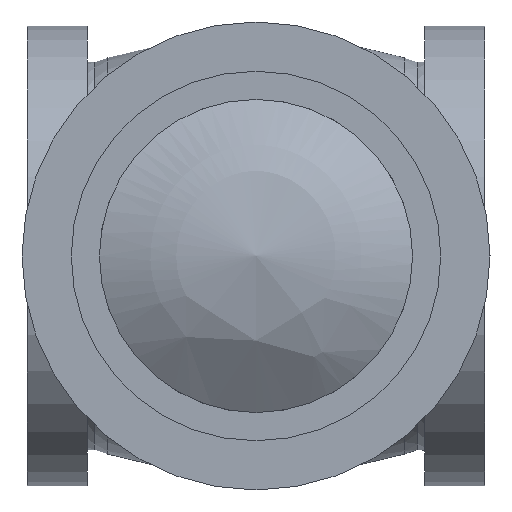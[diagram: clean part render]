
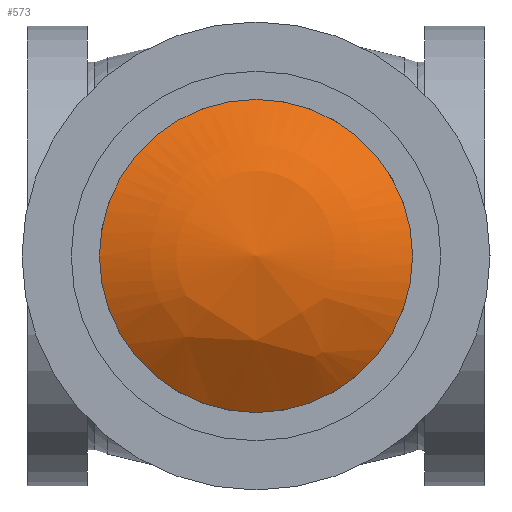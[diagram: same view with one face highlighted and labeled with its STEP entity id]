
A CAD part, left-side view. The second image highlights one B-rep face of the part: STEP entity #573.
In plain terms, the highlighted free-form (B-spline) face has degree [2, 2] with [3, 5] control points.
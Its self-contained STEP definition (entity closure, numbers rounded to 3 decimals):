
#18=(
BOUNDED_SURFACE()
B_SPLINE_SURFACE(2,2,((#1056,#1057,#1058,#1059,#1060),(#1061,#1062,#1063,
#1064,#1065),(#1066,#1067,#1068,#1069,#1070)),.UNSPECIFIED.,.F.,.F.,.F.)
B_SPLINE_SURFACE_WITH_KNOTS((3,3),(3,2,3),(-0.303,0.304),
(-2.368,-1.573,-0.777),.UNSPECIFIED.)
GEOMETRIC_REPRESENTATION_ITEM()
RATIONAL_B_SPLINE_SURFACE(((1.,0.922,1.,0.922,1.),
(0.954,0.88,0.954,0.88,
0.954),(1.,0.922,1.,0.922,1.)))
REPRESENTATION_ITEM('')
SURFACE()
);
#23=B_SPLINE_CURVE_WITH_KNOTS('',3,(#1002,#1003,#1004,#1005,#1006,#1007,
#1008,#1009,#1010,#1011,#1012,#1013,#1014,#1015,#1016,#1017),
 .UNSPECIFIED.,.F.,.F.,(4,2,2,2,2,2,2,4),(-10.721,-9.533,
-7.031,-4.644,-2.76,-1.669,
-0.696,0.),.UNSPECIFIED.);
#24=B_SPLINE_CURVE_WITH_KNOTS('',3,(#1018,#1019,#1020,#1021,#1022,#1023,
#1024,#1025,#1026,#1027,#1028,#1029,#1030,#1031,#1032,#1033,#1034,#1035,
#1036,#1037,#1038,#1039,#1040,#1041,#1042,#1043,#1044,#1045,#1046,#1047,
#1048,#1049,#1050,#1051,#1052,#1053,#1054,#1055),.UNSPECIFIED.,.F.,.F.,
(4,2,2,2,2,2,2,2,2,2,2,2,2,2,2,2,2,2,4),(-42.889,-42.22,
-41.265,-39.303,-36.697,-34.063,
-31.769,-29.323,-26.853,-24.689,
-22.898,-22.007,-21.327,-20.607,
-19.529,-17.054,-14.297,-11.842,
-10.721),.UNSPECIFIED.);
#134=FACE_OUTER_BOUND('',#181,.T.);
#181=EDGE_LOOP('',(#438,#439));
#269=VERTEX_POINT('',#999);
#270=VERTEX_POINT('',#1001);
#332=EDGE_CURVE('',#269,#270,#23,.T.);
#333=EDGE_CURVE('',#270,#269,#24,.T.);
#438=ORIENTED_EDGE('',*,*,#333,.F.);
#439=ORIENTED_EDGE('',*,*,#332,.F.);
#573=ADVANCED_FACE('',(#134),#18,.F.);
#999=CARTESIAN_POINT('',(-73.408,-1.044,-66.9));
#1001=CARTESIAN_POINT('',(-91.205,65.856,0.));
#1002=CARTESIAN_POINT('Ctrl Pts',(-73.408,-1.044,-66.9));
#1003=CARTESIAN_POINT('Ctrl Pts',(-73.408,2.866,-66.9));
#1004=CARTESIAN_POINT('Ctrl Pts',(-73.612,6.774,-66.558));
#1005=CARTESIAN_POINT('Ctrl Pts',(-74.846,18.822,-64.419));
#1006=CARTESIAN_POINT('Ctrl Pts',(-76.514,26.533,-61.486));
#1007=CARTESIAN_POINT('Ctrl Pts',(-80.384,40.068,-53.337));
#1008=CARTESIAN_POINT('Ctrl Pts',(-82.535,45.932,-48.252));
#1009=CARTESIAN_POINT('Ctrl Pts',(-86.041,54.645,-37.567));
#1010=CARTESIAN_POINT('Ctrl Pts',(-87.464,57.856,-32.318));
#1011=CARTESIAN_POINT('Ctrl Pts',(-89.241,61.742,-23.374));
#1012=CARTESIAN_POINT('Ctrl Pts',(-89.791,62.908,-19.97));
#1013=CARTESIAN_POINT('Ctrl Pts',(-90.592,64.59,-13.347));
#1014=CARTESIAN_POINT('Ctrl Pts',(-90.867,65.159,-10.164));
#1015=CARTESIAN_POINT('Ctrl Pts',(-91.147,65.735,-4.637));
#1016=CARTESIAN_POINT('Ctrl Pts',(-91.205,65.856,-2.32));
#1017=CARTESIAN_POINT('Ctrl Pts',(-91.205,65.856,0.));
#1018=CARTESIAN_POINT('Ctrl Pts',(-91.205,65.856,0.));
#1019=CARTESIAN_POINT('Ctrl Pts',(-91.205,65.856,2.228));
#1020=CARTESIAN_POINT('Ctrl Pts',(-91.151,65.745,4.453));
#1021=CARTESIAN_POINT('Ctrl Pts',(-90.89,65.206,9.831));
#1022=CARTESIAN_POINT('Ctrl Pts',(-90.628,64.665,12.958));
#1023=CARTESIAN_POINT('Ctrl Pts',(-89.525,62.35,22.338));
#1024=CARTESIAN_POINT('Ctrl Pts',(-88.37,59.9,28.324));
#1025=CARTESIAN_POINT('Ctrl Pts',(-85.084,52.38,41.151));
#1026=CARTESIAN_POINT('Ctrl Pts',(-82.772,46.76,47.547));
#1027=CARTESIAN_POINT('Ctrl Pts',(-78.341,33.469,57.933));
#1028=CARTESIAN_POINT('Ctrl Pts',(-76.237,25.783,61.895));
#1029=CARTESIAN_POINT('Ctrl Pts',(-73.742,10.199,66.379));
#1030=CARTESIAN_POINT('Ctrl Pts',(-73.211,2.642,67.234));
#1031=CARTESIAN_POINT('Ctrl Pts',(-73.76,-13.128,66.303));
#1032=CARTESIAN_POINT('Ctrl Pts',(-74.931,-20.983,64.354));
#1033=CARTESIAN_POINT('Ctrl Pts',(-78.303,-35.604,57.844));
#1034=CARTESIAN_POINT('Ctrl Pts',(-80.468,-42.256,53.296));
#1035=CARTESIAN_POINT('Ctrl Pts',(-84.42,-52.898,42.841));
#1036=CARTESIAN_POINT('Ctrl Pts',(-86.215,-57.109,37.179));
#1037=CARTESIAN_POINT('Ctrl Pts',(-88.877,-63.075,25.729));
#1038=CARTESIAN_POINT('Ctrl Pts',(-89.84,-65.105,20.176));
#1039=CARTESIAN_POINT('Ctrl Pts',(-90.755,-67.016,11.49));
#1040=CARTESIAN_POINT('Ctrl Pts',(-90.97,-67.461,8.56));
#1041=CARTESIAN_POINT('Ctrl Pts',(-91.183,-67.899,3.346));
#1042=CARTESIAN_POINT('Ctrl Pts',(-91.22,-67.974,1.081));
#1043=CARTESIAN_POINT('Ctrl Pts',(-91.18,-67.891,-3.585));
#1044=CARTESIAN_POINT('Ctrl Pts',(-91.096,-67.72,-5.977));
#1045=CARTESIAN_POINT('Ctrl Pts',(-90.734,-66.973,-11.913));
#1046=CARTESIAN_POINT('Ctrl Pts',(-90.381,-66.241,-15.416));
#1047=CARTESIAN_POINT('Ctrl Pts',(-88.818,-62.935,-26.686));
#1048=CARTESIAN_POINT('Ctrl Pts',(-87.102,-59.243,-33.951));
#1049=CARTESIAN_POINT('Ctrl Pts',(-82.902,-49.039,-47.451));
#1050=CARTESIAN_POINT('Ctrl Pts',(-80.376,-42.304,-53.41));
#1051=CARTESIAN_POINT('Ctrl Pts',(-76.31,-27.728,-61.86));
#1052=CARTESIAN_POINT('Ctrl Pts',(-74.722,-20.125,-64.636));
#1053=CARTESIAN_POINT('Ctrl Pts',(-73.59,-8.426,-66.595));
#1054=CARTESIAN_POINT('Ctrl Pts',(-73.408,-4.734,-66.9));
#1055=CARTESIAN_POINT('Ctrl Pts',(-73.408,-1.044,-66.9));
#1056=CARTESIAN_POINT('Ctrl Pts',(-65.996,65.856,59.845));
#1057=CARTESIAN_POINT('Ctrl Pts',(-91.135,65.856,35.301));
#1058=CARTESIAN_POINT('Ctrl Pts',(-91.205,65.856,0.167));
#1059=CARTESIAN_POINT('Ctrl Pts',(-91.275,65.856,-34.967));
#1060=CARTESIAN_POINT('Ctrl Pts',(-66.235,65.856,-59.611));
#1061=CARTESIAN_POINT('Ctrl Pts',(-80.63,-1.061,74.834));
#1062=CARTESIAN_POINT('Ctrl Pts',(-112.065,-1.061,44.142));
#1063=CARTESIAN_POINT('Ctrl Pts',(-112.153,-1.061,0.209));
#1064=CARTESIAN_POINT('Ctrl Pts',(-112.241,-1.061,-43.724));
#1065=CARTESIAN_POINT('Ctrl Pts',(-80.929,-1.061,-74.541));
#1066=CARTESIAN_POINT('Ctrl Pts',(-65.989,-67.974,59.839));
#1067=CARTESIAN_POINT('Ctrl Pts',(-91.126,-67.974,35.297));
#1068=CARTESIAN_POINT('Ctrl Pts',(-91.196,-67.974,0.167));
#1069=CARTESIAN_POINT('Ctrl Pts',(-91.266,-67.974,-34.963));
#1070=CARTESIAN_POINT('Ctrl Pts',(-66.228,-67.974,-59.605));
